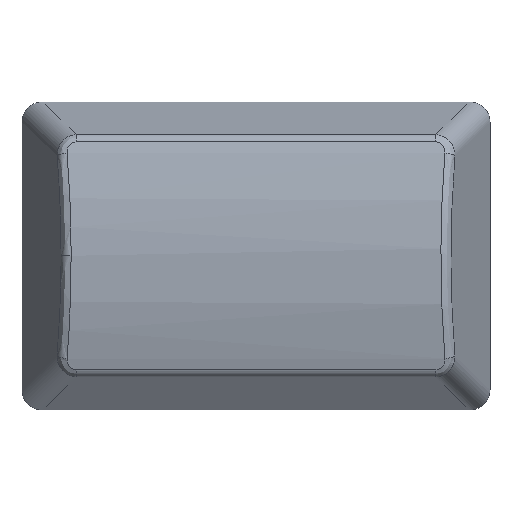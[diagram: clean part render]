
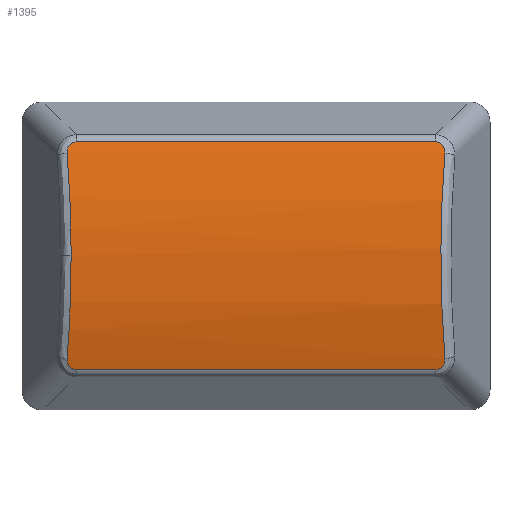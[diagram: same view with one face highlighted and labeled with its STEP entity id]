
A CAD part, top view. The second image highlights one B-rep face of the part: STEP entity #1395.
In plain terms, the highlighted cylindrical face has radius 25.596 mm (diameter 51.191 mm), a partial arc.
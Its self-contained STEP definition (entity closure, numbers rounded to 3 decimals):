
#1264=CARTESIAN_POINT('',(-749.764,143.35,-18.096));
#1265=DIRECTION('',(1.,0.,0.));
#1266=DIRECTION('',(0.,0.,-1.));
#1267=AXIS2_PLACEMENT_3D('',#1264,#1265,#1266);
#1268=CYLINDRICAL_SURFACE('',#1267,25.596);
#1269=CARTESIAN_POINT('',(8.36,136.58,6.589));
#1270=VERTEX_POINT('',#1269);
#1271=CARTESIAN_POINT('',(29.74,136.58,6.589));
#1272=VERTEX_POINT('',#1271);
#1273=CARTESIAN_POINT('',(8.36,136.58,6.589));
#1274=DIRECTION('',(1.,0.,0.));
#1275=VECTOR('',#1274,21.379);
#1276=LINE('',#1273,#1275);
#1277=EDGE_CURVE('',#1270,#1272,#1276,.T.);
#1278=ORIENTED_EDGE('',*,*,#1277,.T.);
#1279=CARTESIAN_POINT('',(30.28,137.243,6.761));
#1280=VERTEX_POINT('',#1279);
#1281=CARTESIAN_POINT('',(29.74,136.58,6.589));
#1282=CARTESIAN_POINT('',(29.821,136.58,6.589));
#1283=CARTESIAN_POINT('',(29.901,136.597,6.593));
#1284=CARTESIAN_POINT('',(29.974,136.633,6.603));
#1285=CARTESIAN_POINT('',(30.011,136.651,6.608));
#1286=CARTESIAN_POINT('',(30.045,136.673,6.614));
#1287=CARTESIAN_POINT('',(30.076,136.699,6.621));
#1288=CARTESIAN_POINT('',(30.107,136.725,6.628));
#1289=CARTESIAN_POINT('',(30.135,136.754,6.636));
#1290=CARTESIAN_POINT('',(30.159,136.786,6.644));
#1291=CARTESIAN_POINT('',(30.208,136.85,6.661));
#1292=CARTESIAN_POINT('',(30.242,136.925,6.681));
#1293=CARTESIAN_POINT('',(30.261,137.003,6.701));
#1294=CARTESIAN_POINT('',(30.281,137.081,6.721));
#1295=CARTESIAN_POINT('',(30.287,137.163,6.741));
#1296=CARTESIAN_POINT('',(30.28,137.243,6.761));
#1297=B_SPLINE_CURVE_WITH_KNOTS('',3,(#1281,#1282,#1283,#1284,#1285,#1286,#1287,#1288,#1289,#1290,#1291,#1292,#1293,#1294,#1295,#1296),.UNSPECIFIED.,.F.,.F.,(4,3,3,3,3,4),(0.002,0.002,0.002,0.002,0.003,0.003),.UNSPECIFIED.);
#1298=EDGE_CURVE('',#1272,#1280,#1297,.T.);
#1299=ORIENTED_EDGE('',*,*,#1298,.T.);
#1300=CARTESIAN_POINT('',(30.28,149.457,6.761));
#1301=VERTEX_POINT('',#1300);
#1302=CARTESIAN_POINT('',(38.257,143.35,-18.096));
#1303=DIRECTION('',(-0.952,-0.,-0.306));
#1304=DIRECTION('',(0.306,0.,-0.952));
#1305=AXIS2_PLACEMENT_3D('',#1302,#1303,#1304);
#1306=ELLIPSE('',#1305,26.881,25.596);
#1307=EDGE_CURVE('',#1280,#1301,#1306,.T.);
#1308=ORIENTED_EDGE('',*,*,#1307,.T.);
#1309=CARTESIAN_POINT('',(29.74,150.12,6.589));
#1310=VERTEX_POINT('',#1309);
#1311=CARTESIAN_POINT('',(30.28,149.457,6.761));
#1312=CARTESIAN_POINT('',(30.287,149.537,6.741));
#1313=CARTESIAN_POINT('',(30.281,149.619,6.721));
#1314=CARTESIAN_POINT('',(30.261,149.697,6.701));
#1315=CARTESIAN_POINT('',(30.242,149.775,6.681));
#1316=CARTESIAN_POINT('',(30.208,149.85,6.661));
#1317=CARTESIAN_POINT('',(30.159,149.914,6.644));
#1318=CARTESIAN_POINT('',(30.135,149.946,6.636));
#1319=CARTESIAN_POINT('',(30.107,149.975,6.628));
#1320=CARTESIAN_POINT('',(30.076,150.001,6.621));
#1321=CARTESIAN_POINT('',(30.045,150.027,6.614));
#1322=CARTESIAN_POINT('',(30.011,150.049,6.608));
#1323=CARTESIAN_POINT('',(29.974,150.067,6.603));
#1324=CARTESIAN_POINT('',(29.901,150.103,6.593));
#1325=CARTESIAN_POINT('',(29.821,150.12,6.589));
#1326=CARTESIAN_POINT('',(29.74,150.12,6.589));
#1327=B_SPLINE_CURVE_WITH_KNOTS('',3,(#1311,#1312,#1313,#1314,#1315,#1316,#1317,#1318,#1319,#1320,#1321,#1322,#1323,#1324,#1325,#1326),.UNSPECIFIED.,.F.,.F.,(4,3,3,3,3,4),(0.002,0.002,0.002,0.002,0.003,0.003),.UNSPECIFIED.);
#1328=EDGE_CURVE('',#1301,#1310,#1327,.T.);
#1329=ORIENTED_EDGE('',*,*,#1328,.T.);
#1330=CARTESIAN_POINT('',(8.36,150.12,6.589));
#1331=VERTEX_POINT('',#1330);
#1332=CARTESIAN_POINT('',(29.74,150.12,6.589));
#1333=DIRECTION('',(-1.,-0.,-0.));
#1334=VECTOR('',#1333,21.379);
#1335=LINE('',#1332,#1334);
#1336=EDGE_CURVE('',#1310,#1331,#1335,.T.);
#1337=ORIENTED_EDGE('',*,*,#1336,.T.);
#1338=CARTESIAN_POINT('',(7.82,149.457,6.761));
#1339=VERTEX_POINT('',#1338);
#1340=CARTESIAN_POINT('',(8.36,150.12,6.589));
#1341=CARTESIAN_POINT('',(8.279,150.12,6.589));
#1342=CARTESIAN_POINT('',(8.199,150.103,6.593));
#1343=CARTESIAN_POINT('',(8.126,150.067,6.603));
#1344=CARTESIAN_POINT('',(8.089,150.049,6.608));
#1345=CARTESIAN_POINT('',(8.055,150.027,6.614));
#1346=CARTESIAN_POINT('',(8.024,150.001,6.621));
#1347=CARTESIAN_POINT('',(7.993,149.975,6.628));
#1348=CARTESIAN_POINT('',(7.965,149.946,6.636));
#1349=CARTESIAN_POINT('',(7.941,149.914,6.644));
#1350=CARTESIAN_POINT('',(7.892,149.85,6.661));
#1351=CARTESIAN_POINT('',(7.858,149.775,6.681));
#1352=CARTESIAN_POINT('',(7.839,149.697,6.701));
#1353=CARTESIAN_POINT('',(7.819,149.619,6.721));
#1354=CARTESIAN_POINT('',(7.813,149.537,6.741));
#1355=CARTESIAN_POINT('',(7.82,149.457,6.761));
#1356=B_SPLINE_CURVE_WITH_KNOTS('',3,(#1340,#1341,#1342,#1343,#1344,#1345,#1346,#1347,#1348,#1349,#1350,#1351,#1352,#1353,#1354,#1355),.UNSPECIFIED.,.F.,.F.,(4,3,3,3,3,4),(0.002,0.002,0.002,0.002,0.003,0.003),.UNSPECIFIED.);
#1357=EDGE_CURVE('',#1331,#1339,#1356,.T.);
#1358=ORIENTED_EDGE('',*,*,#1357,.T.);
#1359=CARTESIAN_POINT('',(8.057,143.35,7.5));
#1360=VERTEX_POINT('',#1359);
#1361=CARTESIAN_POINT('',(-0.157,143.35,-18.096));
#1362=DIRECTION('',(0.952,-0.,-0.306));
#1363=DIRECTION('',(0.306,0.,0.952));
#1364=AXIS2_PLACEMENT_3D('',#1361,#1362,#1363);
#1365=ELLIPSE('',#1364,26.881,25.596);
#1366=EDGE_CURVE('',#1339,#1360,#1365,.T.);
#1367=ORIENTED_EDGE('',*,*,#1366,.T.);
#1368=CARTESIAN_POINT('',(7.82,137.243,6.761));
#1369=VERTEX_POINT('',#1368);
#1370=CARTESIAN_POINT('',(-0.157,143.35,-18.096));
#1371=DIRECTION('',(0.952,-0.,-0.306));
#1372=DIRECTION('',(0.306,0.,0.952));
#1373=AXIS2_PLACEMENT_3D('',#1370,#1371,#1372);
#1374=ELLIPSE('',#1373,26.881,25.596);
#1375=EDGE_CURVE('',#1360,#1369,#1374,.T.);
#1376=ORIENTED_EDGE('',*,*,#1375,.T.);
#1377=CARTESIAN_POINT('',(7.82,137.243,6.761));
#1378=CARTESIAN_POINT('',(7.813,137.163,6.741));
#1379=CARTESIAN_POINT('',(7.819,137.083,6.721));
#1380=CARTESIAN_POINT('',(7.839,137.004,6.701));
#1381=CARTESIAN_POINT('',(7.858,136.925,6.681));
#1382=CARTESIAN_POINT('',(7.892,136.851,6.661));
#1383=CARTESIAN_POINT('',(7.94,136.787,6.644));
#1384=CARTESIAN_POINT('',(7.989,136.722,6.627));
#1385=CARTESIAN_POINT('',(8.052,136.669,6.613));
#1386=CARTESIAN_POINT('',(8.125,136.633,6.603));
#1387=CARTESIAN_POINT('',(8.199,136.598,6.593));
#1388=CARTESIAN_POINT('',(8.28,136.58,6.589));
#1389=CARTESIAN_POINT('',(8.36,136.58,6.589));
#1390=B_SPLINE_CURVE_WITH_KNOTS('',3,(#1377,#1378,#1379,#1380,#1381,#1382,#1383,#1384,#1385,#1386,#1387,#1388,#1389),.UNSPECIFIED.,.F.,.F.,(4,3,3,3,4),(0.002,0.002,0.002,0.003,0.003),.UNSPECIFIED.);
#1391=EDGE_CURVE('',#1369,#1270,#1390,.T.);
#1392=ORIENTED_EDGE('',*,*,#1391,.T.);
#1393=EDGE_LOOP('',(#1278,#1299,#1308,#1329,#1337,#1358,#1367,#1376,#1392));
#1394=FACE_BOUND('',#1393,.T.);
#1395=ADVANCED_FACE('',(#1394),#1268,.T.);
